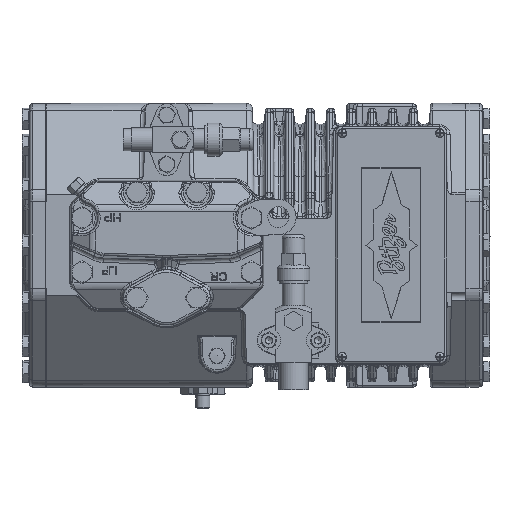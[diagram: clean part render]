
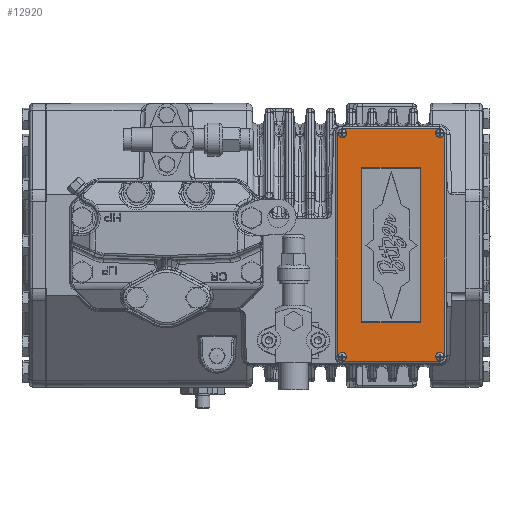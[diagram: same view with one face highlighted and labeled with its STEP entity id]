
A CAD part, top view. The second image highlights one B-rep face of the part: STEP entity #12920.
In plain terms, the highlighted planar face has unit normal (0, 0, 1).
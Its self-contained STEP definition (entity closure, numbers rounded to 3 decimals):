
#1363=ELLIPSE('',#77154,4.001,4.);
#1364=ELLIPSE('',#77156,4.001,4.);
#1365=ELLIPSE('',#77157,4.001,4.);
#1366=ELLIPSE('',#77159,4.001,4.);
#1367=ELLIPSE('',#77160,4.001,4.);
#1368=ELLIPSE('',#77162,4.001,4.);
#1369=ELLIPSE('',#77163,4.001,4.);
#1370=ELLIPSE('',#77165,4.001,4.);
#9132=FACE_BOUND('',#23160,.T.);
#9133=FACE_BOUND('',#23161,.T.);
#12920=ADVANCED_FACE('',(#9132,#9133),#15004,.T.);
#15004=PLANE('',#77166);
#23160=EDGE_LOOP('',(#42964,#42965,#42966,#42967,#42968,#42969,#42970,#42971));
#23161=EDGE_LOOP('',(#42972,#42973,#42974,#42975,#42976,#42977,#42978,#42979,
#42980,#42981,#42982,#42983,#42984,#42985,#42986,#42987));
#26500=CIRCLE('',#77150,0.2);
#26501=CIRCLE('',#77151,0.2);
#26502=CIRCLE('',#77152,0.2);
#26503=CIRCLE('',#77153,0.2);
#26504=CIRCLE('',#77155,3.7);
#26505=CIRCLE('',#77158,3.7);
#26506=CIRCLE('',#77161,3.7);
#26507=CIRCLE('',#77164,3.7);
#42964=ORIENTED_EDGE('',*,*,#61333,.T.);
#42965=ORIENTED_EDGE('',*,*,#61334,.T.);
#42966=ORIENTED_EDGE('',*,*,#61335,.T.);
#42967=ORIENTED_EDGE('',*,*,#61336,.T.);
#42968=ORIENTED_EDGE('',*,*,#61337,.T.);
#42969=ORIENTED_EDGE('',*,*,#61338,.T.);
#42970=ORIENTED_EDGE('',*,*,#61339,.T.);
#42971=ORIENTED_EDGE('',*,*,#61340,.T.);
#42972=ORIENTED_EDGE('',*,*,#61341,.T.);
#42973=ORIENTED_EDGE('',*,*,#61342,.F.);
#42974=ORIENTED_EDGE('',*,*,#61343,.T.);
#42975=ORIENTED_EDGE('',*,*,#61344,.T.);
#42976=ORIENTED_EDGE('',*,*,#61345,.T.);
#42977=ORIENTED_EDGE('',*,*,#61346,.F.);
#42978=ORIENTED_EDGE('',*,*,#61347,.T.);
#42979=ORIENTED_EDGE('',*,*,#61348,.T.);
#42980=ORIENTED_EDGE('',*,*,#61349,.T.);
#42981=ORIENTED_EDGE('',*,*,#61350,.F.);
#42982=ORIENTED_EDGE('',*,*,#61351,.T.);
#42983=ORIENTED_EDGE('',*,*,#61352,.T.);
#42984=ORIENTED_EDGE('',*,*,#61353,.T.);
#42985=ORIENTED_EDGE('',*,*,#61354,.F.);
#42986=ORIENTED_EDGE('',*,*,#61355,.T.);
#42987=ORIENTED_EDGE('',*,*,#61356,.T.);
#51973=VERTEX_POINT('',#133695);
#51974=VERTEX_POINT('',#133696);
#51975=VERTEX_POINT('',#133698);
#51976=VERTEX_POINT('',#133700);
#51977=VERTEX_POINT('',#133702);
#51978=VERTEX_POINT('',#133704);
#51979=VERTEX_POINT('',#133706);
#51980=VERTEX_POINT('',#133708);
#51981=VERTEX_POINT('',#133711);
#51982=VERTEX_POINT('',#133712);
#51983=VERTEX_POINT('',#133714);
#51984=VERTEX_POINT('',#133716);
#51985=VERTEX_POINT('',#133718);
#51986=VERTEX_POINT('',#133720);
#51987=VERTEX_POINT('',#133722);
#51988=VERTEX_POINT('',#133724);
#51989=VERTEX_POINT('',#133726);
#51990=VERTEX_POINT('',#133728);
#51991=VERTEX_POINT('',#133730);
#51992=VERTEX_POINT('',#133732);
#51993=VERTEX_POINT('',#133734);
#51994=VERTEX_POINT('',#133736);
#51995=VERTEX_POINT('',#133738);
#51996=VERTEX_POINT('',#133740);
#61333=EDGE_CURVE('',#51973,#51974,#66346,.T.);
#61334=EDGE_CURVE('',#51974,#51975,#26500,.T.);
#61335=EDGE_CURVE('',#51975,#51976,#66347,.T.);
#61336=EDGE_CURVE('',#51976,#51977,#26501,.T.);
#61337=EDGE_CURVE('',#51977,#51978,#66348,.T.);
#61338=EDGE_CURVE('',#51978,#51979,#26502,.T.);
#61339=EDGE_CURVE('',#51979,#51980,#66349,.T.);
#61340=EDGE_CURVE('',#51980,#51973,#26503,.T.);
#61341=EDGE_CURVE('',#51981,#51982,#1363,.T.);
#61342=EDGE_CURVE('',#51983,#51982,#26504,.T.);
#61343=EDGE_CURVE('',#51983,#51984,#1364,.T.);
#61344=EDGE_CURVE('',#51984,#51985,#66350,.T.);
#61345=EDGE_CURVE('',#51985,#51986,#1365,.T.);
#61346=EDGE_CURVE('',#51987,#51986,#26505,.T.);
#61347=EDGE_CURVE('',#51987,#51988,#1366,.T.);
#61348=EDGE_CURVE('',#51988,#51989,#66351,.T.);
#61349=EDGE_CURVE('',#51989,#51990,#1367,.T.);
#61350=EDGE_CURVE('',#51991,#51990,#26506,.T.);
#61351=EDGE_CURVE('',#51991,#51992,#1368,.T.);
#61352=EDGE_CURVE('',#51992,#51993,#66352,.T.);
#61353=EDGE_CURVE('',#51993,#51994,#1369,.T.);
#61354=EDGE_CURVE('',#51995,#51994,#26507,.T.);
#61355=EDGE_CURVE('',#51995,#51996,#1370,.T.);
#61356=EDGE_CURVE('',#51996,#51981,#66353,.T.);
#66346=LINE('',#133694,#70296);
#66347=LINE('',#133699,#70297);
#66348=LINE('',#133703,#70298);
#66349=LINE('',#133707,#70299);
#66350=LINE('',#133717,#70300);
#66351=LINE('',#133725,#70301);
#66352=LINE('',#133733,#70302);
#66353=LINE('',#133741,#70303);
#70296=VECTOR('',#93080,1.);
#70297=VECTOR('',#93083,1.);
#70298=VECTOR('',#93086,1.);
#70299=VECTOR('',#93089,1.);
#70300=VECTOR('',#93098,1.);
#70301=VECTOR('',#93105,1.);
#70302=VECTOR('',#93112,1.);
#70303=VECTOR('',#93119,1.);
#77150=AXIS2_PLACEMENT_3D('',#133697,#93081,#93082);
#77151=AXIS2_PLACEMENT_3D('',#133701,#93084,#93085);
#77152=AXIS2_PLACEMENT_3D('',#133705,#93087,#93088);
#77153=AXIS2_PLACEMENT_3D('',#133709,#93090,#93091);
#77154=AXIS2_PLACEMENT_3D('',#133710,#93092,#93093);
#77155=AXIS2_PLACEMENT_3D('',#133713,#93094,#93095);
#77156=AXIS2_PLACEMENT_3D('',#133715,#93096,#93097);
#77157=AXIS2_PLACEMENT_3D('',#133719,#93099,#93100);
#77158=AXIS2_PLACEMENT_3D('',#133721,#93101,#93102);
#77159=AXIS2_PLACEMENT_3D('',#133723,#93103,#93104);
#77160=AXIS2_PLACEMENT_3D('',#133727,#93106,#93107);
#77161=AXIS2_PLACEMENT_3D('',#133729,#93108,#93109);
#77162=AXIS2_PLACEMENT_3D('',#133731,#93110,#93111);
#77163=AXIS2_PLACEMENT_3D('',#133735,#93113,#93114);
#77164=AXIS2_PLACEMENT_3D('',#133737,#93115,#93116);
#77165=AXIS2_PLACEMENT_3D('',#133739,#93117,#93118);
#77166=AXIS2_PLACEMENT_3D('',#133742,#93120,#93121);
#93080=DIRECTION('',(-1.,0.,0.));
#93081=DIRECTION('',(0.,0.,-1.));
#93082=DIRECTION('',(0.,1.,0.));
#93083=DIRECTION('',(0.,1.,0.));
#93084=DIRECTION('',(0.,0.,-1.));
#93085=DIRECTION('',(0.,1.,0.));
#93086=DIRECTION('',(1.,0.,0.));
#93087=DIRECTION('',(0.,0.,-1.));
#93088=DIRECTION('',(0.,1.,0.));
#93089=DIRECTION('',(0.,-1.,0.));
#93090=DIRECTION('',(0.,0.,-1.));
#93091=DIRECTION('',(0.,1.,0.));
#93092=DIRECTION('',(0.,0.,1.));
#93093=DIRECTION('',(0.707,-0.707,0.));
#93094=DIRECTION('',(0.,0.,1.));
#93095=DIRECTION('',(0.,1.,0.));
#93096=DIRECTION('',(0.,0.,1.));
#93097=DIRECTION('',(0.707,-0.707,0.));
#93098=DIRECTION('',(0.,-1.,0.));
#93099=DIRECTION('',(0.,0.,1.));
#93100=DIRECTION('',(0.707,0.707,0.));
#93101=DIRECTION('',(0.,0.,1.));
#93102=DIRECTION('',(0.,1.,0.));
#93103=DIRECTION('',(0.,0.,1.));
#93104=DIRECTION('',(0.707,0.707,0.));
#93105=DIRECTION('',(1.,0.,0.));
#93106=DIRECTION('',(0.,0.,1.));
#93107=DIRECTION('',(-0.707,0.707,0.));
#93108=DIRECTION('',(0.,0.,1.));
#93109=DIRECTION('',(0.,1.,0.));
#93110=DIRECTION('',(0.,0.,1.));
#93111=DIRECTION('',(-0.707,0.707,0.));
#93112=DIRECTION('',(0.,1.,0.));
#93113=DIRECTION('',(0.,0.,1.));
#93114=DIRECTION('',(-0.707,-0.707,0.));
#93115=DIRECTION('',(0.,0.,1.));
#93116=DIRECTION('',(0.,1.,0.));
#93117=DIRECTION('',(0.,0.,1.));
#93118=DIRECTION('',(-0.707,-0.707,0.));
#93119=DIRECTION('',(-1.,0.,0.));
#93120=DIRECTION('',(0.,0.,1.));
#93121=DIRECTION('',(0.,1.,0.));
#133694=CARTESIAN_POINT('',(268.072,-65.548,177.6));
#133695=CARTESIAN_POINT('',(317.872,-65.548,177.6));
#133696=CARTESIAN_POINT('',(268.072,-65.548,177.6));
#133697=CARTESIAN_POINT('',(268.072,-65.348,177.6));
#133698=CARTESIAN_POINT('',(267.872,-65.348,177.6));
#133699=CARTESIAN_POINT('',(267.872,65.452,177.6));
#133700=CARTESIAN_POINT('',(267.872,65.452,177.6));
#133701=CARTESIAN_POINT('',(268.072,65.452,177.6));
#133702=CARTESIAN_POINT('',(268.072,65.652,177.6));
#133703=CARTESIAN_POINT('',(317.872,65.652,177.6));
#133704=CARTESIAN_POINT('',(317.872,65.652,177.6));
#133705=CARTESIAN_POINT('',(317.872,65.452,177.6));
#133706=CARTESIAN_POINT('',(318.072,65.452,177.6));
#133707=CARTESIAN_POINT('',(318.072,-65.348,177.6));
#133708=CARTESIAN_POINT('',(318.072,-65.348,177.6));
#133709=CARTESIAN_POINT('',(317.872,-65.348,177.6));
#133710=CARTESIAN_POINT('',(251.7,94.824,177.6));
#133711=CARTESIAN_POINT('',(251.698,98.825,177.6));
#133712=CARTESIAN_POINT('',(250.01,98.451,177.6));
#133713=CARTESIAN_POINT('',(251.472,95.052,177.6));
#133714=CARTESIAN_POINT('',(248.073,96.514,177.6));
#133715=CARTESIAN_POINT('',(251.7,94.824,177.6));
#133716=CARTESIAN_POINT('',(247.699,94.826,177.6));
#133717=CARTESIAN_POINT('',(247.699,0.052,177.6));
#133718=CARTESIAN_POINT('',(247.699,-94.721,177.6));
#133719=CARTESIAN_POINT('',(251.7,-94.72,177.6));
#133720=CARTESIAN_POINT('',(248.073,-96.409,177.6));
#133721=CARTESIAN_POINT('',(251.472,-94.948,177.6));
#133722=CARTESIAN_POINT('',(250.01,-98.347,177.6));
#133723=CARTESIAN_POINT('',(251.7,-94.72,177.6));
#133724=CARTESIAN_POINT('',(251.698,-98.721,177.6));
#133725=CARTESIAN_POINT('',(292.972,-98.721,177.6));
#133726=CARTESIAN_POINT('',(334.245,-98.721,177.6));
#133727=CARTESIAN_POINT('',(334.244,-94.72,177.6));
#133728=CARTESIAN_POINT('',(335.933,-98.347,177.6));
#133729=CARTESIAN_POINT('',(334.472,-94.948,177.6));
#133730=CARTESIAN_POINT('',(337.871,-96.409,177.6));
#133731=CARTESIAN_POINT('',(334.244,-94.72,177.6));
#133732=CARTESIAN_POINT('',(338.245,-94.721,177.6));
#133733=CARTESIAN_POINT('',(338.245,0.052,177.6));
#133734=CARTESIAN_POINT('',(338.245,94.826,177.6));
#133735=CARTESIAN_POINT('',(334.244,94.824,177.6));
#133736=CARTESIAN_POINT('',(337.871,96.514,177.6));
#133737=CARTESIAN_POINT('',(334.472,95.052,177.6));
#133738=CARTESIAN_POINT('',(335.933,98.451,177.6));
#133739=CARTESIAN_POINT('',(334.244,94.824,177.6));
#133740=CARTESIAN_POINT('',(334.245,98.825,177.6));
#133741=CARTESIAN_POINT('',(292.972,98.825,177.6));
#133742=CARTESIAN_POINT('',(292.972,0.052,177.6));
